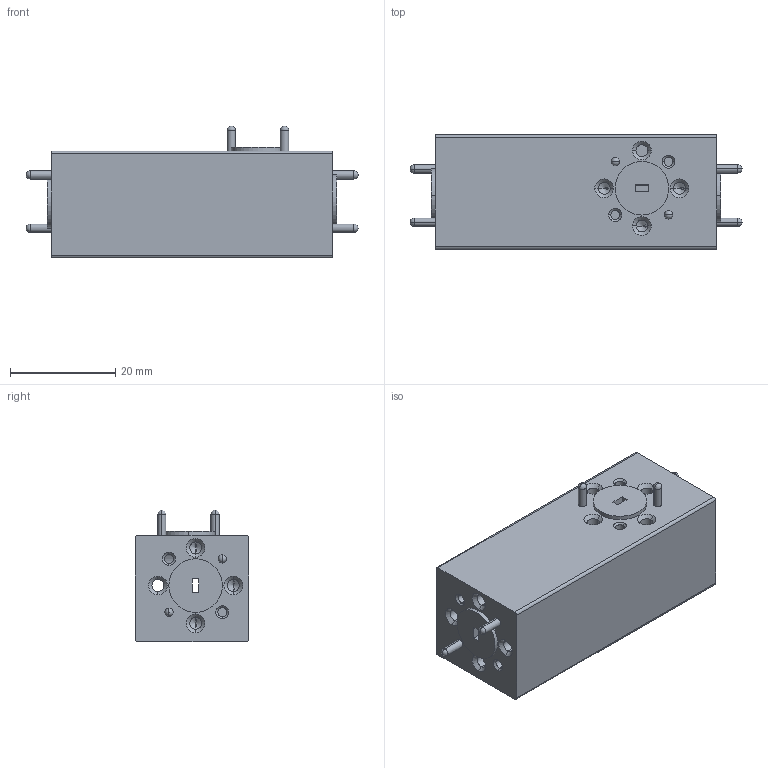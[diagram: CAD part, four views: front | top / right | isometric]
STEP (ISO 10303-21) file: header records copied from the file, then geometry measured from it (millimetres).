
FILE_DESCRIPTION (( 'STEP AP214' ), '1' );
FILE_NAME ('FMW10CP011-20_3D.step', '2024-09-17T22:31:12', ( '' ), ( '' ), 'SwSTEP 2.0', 'SolidWorks 2022', '' );
FILE_SCHEMA (( 'AUTOMOTIVE_DESIGN' ));
Length unit declared in the file: inch
Products named in the file (1): FMW10CP011-20_3D
Bounding box: 63 x 21.6 x 25 mm (x, y, z)
Volume: 17459.4 mm3; surface area: 7769.2 mm2
Topology: 1 solids, 1 shells, 374 faces, 959 edges, 604 vertices
Faces by surface type: plane 203, cylinder 92, cone 54, sphere 13, torus 12
Entity records: 11232 total; most frequent: DIRECTION 2060, CARTESIAN_POINT 1969, ORIENTED_EDGE 1830, EDGE_CURVE 915, AXIS2_PLACEMENT_3D 776, VERTEX_POINT 591, LINE 508, VECTOR 508
